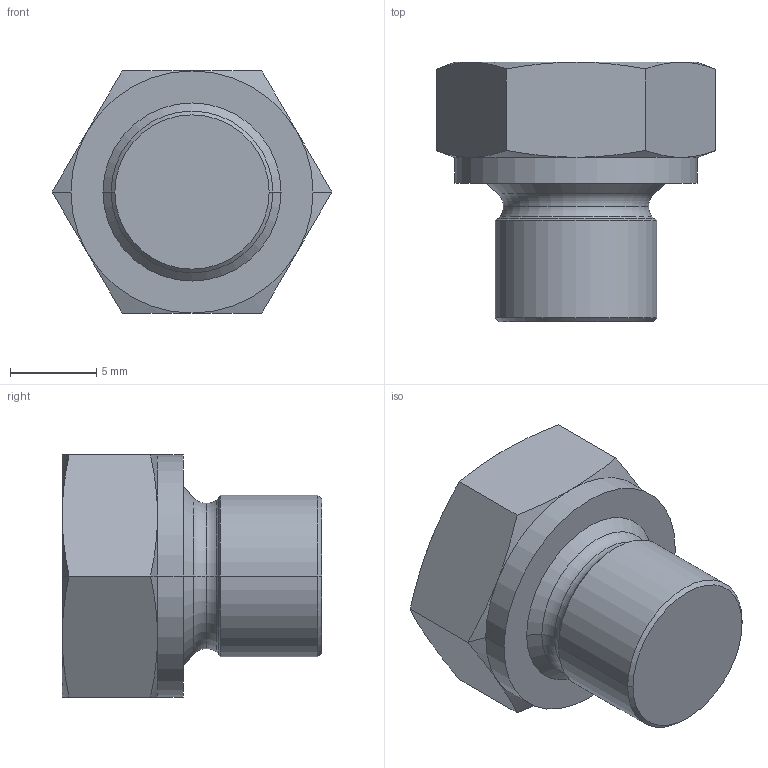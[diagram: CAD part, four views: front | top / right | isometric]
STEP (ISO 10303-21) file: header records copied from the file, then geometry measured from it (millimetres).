
FILE_DESCRIPTION(('STEP AP214'),'1');
FILE_NAME('0210_42_00.stp','2016-07-07T14:23:29',('TraceParts'),('TraceParts S.A.'),'Spatial InterOp 3D',' ',' ');
FILE_SCHEMA(('automotive_design'));
Length unit declared in the file: millimetre
Products named in the file (1): 0210-60-00
Bounding box: 16.17 x 15 x 14 mm (x, y, z)
Volume: 1696.7 mm3; surface area: 890.8 mm2
Topology: 1 solids, 1 shells, 43 faces, 90 edges, 50 vertices
Faces by surface type: cone 22, plane 9, torus 8, cylinder 4
Entity records: 1265 total; most frequent: CARTESIAN_POINT 352, DIRECTION 200, ORIENTED_EDGE 180, AXIS2_PLACEMENT_3D 90, EDGE_CURVE 90, VERTEX_POINT 50, CIRCLE 46, EDGE_LOOP 44
